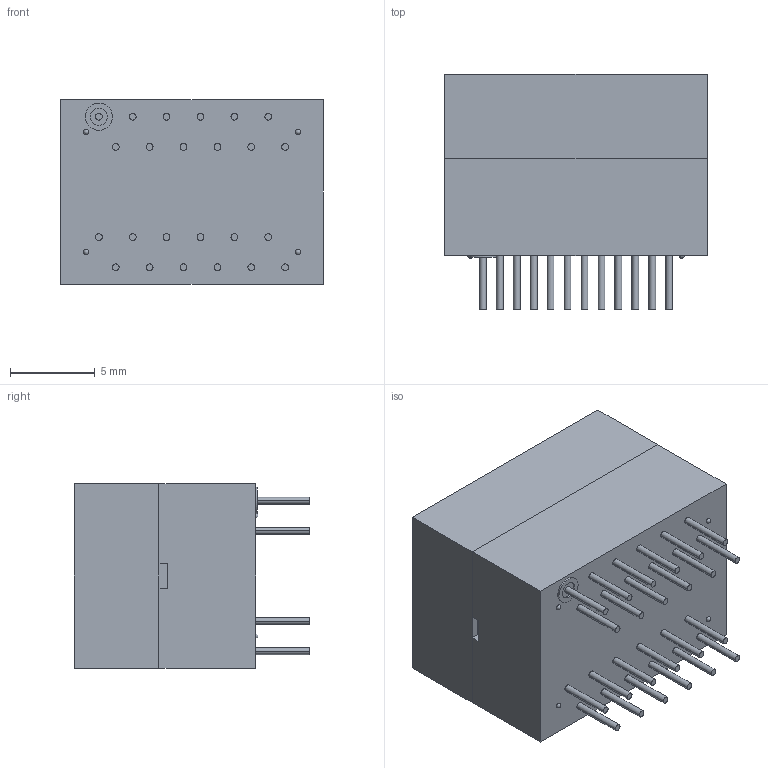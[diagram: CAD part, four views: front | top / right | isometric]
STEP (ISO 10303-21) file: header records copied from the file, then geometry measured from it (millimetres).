
FILE_DESCRIPTION((''),'2;1');
FILE_NAME('DG24102G_ASM','2021-08-19T',('cl060'),(''),'CREO PARAMETRIC BY PTC INC, 2014190','CREO PARAMETRIC BY PTC INC, 2014190','');
FILE_SCHEMA(('CONFIG_CONTROL_DESIGN'));
Length unit declared in the file: millimetre
Products named in the file (3): DG241-DZ; DG241-SG; DG24102G_ASM
Assembly tree (2 placements, depth 2):
  DG24102G_ASM
    DG241-DZ
    DG241-SG
Bounding box: 15.5 x 13.9 x 10.9 mm (x, y, z)
Volume: 1061.3 mm3; surface area: 2023.9 mm2
Topology: 2 solids, 2 shells, 527 faces, 1365 edges, 898 vertices
Faces by surface type: plane 421, cylinder 102, sphere 4
Entity records: 15975 total; most frequent: CARTESIAN_POINT 2787, ORIENTED_EDGE 2714, DIRECTION 2657, EDGE_CURVE 1357, VECTOR 1121, LINE 1121, VERTEX_POINT 898, AXIS2_PLACEMENT_3D 768
